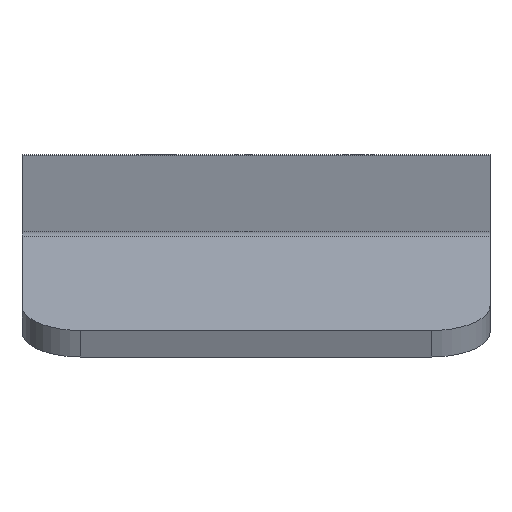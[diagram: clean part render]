
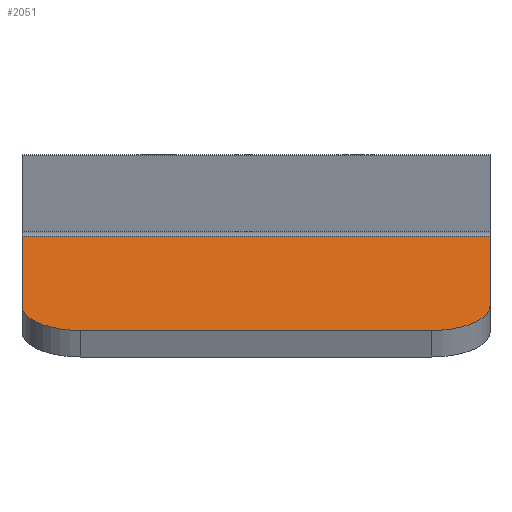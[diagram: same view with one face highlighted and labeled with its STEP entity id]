
A CAD part, front view. The second image highlights one B-rep face of the part: STEP entity #2051.
In plain terms, the highlighted planar face has unit normal (0, -0.423, 0.906).
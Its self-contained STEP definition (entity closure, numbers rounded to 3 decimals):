
#585=DIRECTION('',(0.,-0.906,-0.423));
#586=VECTOR('',#585,28.167);
#587=CARTESIAN_POINT('',(40.,-305.409,16.13));
#588=LINE('',#587,#586);
#629=CARTESIAN_POINT('',(30.,-330.937,4.226));
#630=DIRECTION('',(0.,-0.423,0.906));
#631=DIRECTION('',(0.,-0.906,-0.423));
#632=AXIS2_PLACEMENT_3D('',#629,#630,#631);
#634=DIRECTION('',(1.,0.,0.));
#635=VECTOR('',#634,60.);
#636=CARTESIAN_POINT('',(-30.,-340.,0.));
#637=LINE('',#636,#635);
#638=CARTESIAN_POINT('',(-30.,-330.937,4.226));
#639=DIRECTION('',(0.,-0.423,0.906));
#640=DIRECTION('',(-1.,0.,0.));
#641=AXIS2_PLACEMENT_3D('',#638,#639,#640);
#675=DIRECTION('',(0.,0.906,0.423));
#676=VECTOR('',#675,28.167);
#677=CARTESIAN_POINT('',(-40.,-330.937,4.226));
#678=LINE('',#677,#676);
#829=DIRECTION('',(1.,0.,0.));
#830=VECTOR('',#829,80.);
#831=CARTESIAN_POINT('',(-40.,-305.409,16.13));
#832=LINE('',#831,#830);
#1073=CARTESIAN_POINT('',(-30.,-340.,0.));
#1074=CARTESIAN_POINT('',(30.,-340.,0.));
#1075=VERTEX_POINT('',#1073);
#1076=VERTEX_POINT('',#1074);
#1105=CARTESIAN_POINT('',(-40.,-330.937,4.226));
#1106=VERTEX_POINT('',#1105);
#1107=CARTESIAN_POINT('',(-40.,-305.409,16.13));
#1108=VERTEX_POINT('',#1107);
#1149=CARTESIAN_POINT('',(40.,-305.409,16.13));
#1150=VERTEX_POINT('',#1149);
#1151=CARTESIAN_POINT('',(40.,-330.937,4.226));
#1152=VERTEX_POINT('',#1151);
#2034=CARTESIAN_POINT('',(-40.,-340.,0.));
#2035=DIRECTION('',(0.,0.423,-0.906));
#2036=DIRECTION('',(0.,0.906,0.423));
#2037=AXIS2_PLACEMENT_3D('',#2034,#2035,#2036);
#2038=PLANE('',#2037);
#2040=ORIENTED_EDGE('',*,*,#2039,.T.);
#2042=ORIENTED_EDGE('',*,*,#2041,.T.);
#2043=ORIENTED_EDGE('',*,*,#1997,.T.);
#2044=ORIENTED_EDGE('',*,*,#2025,.F.);
#2046=ORIENTED_EDGE('',*,*,#2045,.F.);
#2048=ORIENTED_EDGE('',*,*,#2047,.F.);
#2049=EDGE_LOOP('',(#2040,#2042,#2043,#2044,#2046,#2048));
#2050=FACE_OUTER_BOUND('',#2049,.F.);
#2051=ADVANCED_FACE('',(#2050),#2038,.F.);
#633=CIRCLE('',#632,10.);
#642=CIRCLE('',#641,10.);
#1997=EDGE_CURVE('',#1150,#1152,#588,.T.);
#2025=EDGE_CURVE('',#1076,#1152,#633,.T.);
#2039=EDGE_CURVE('',#1106,#1108,#678,.T.);
#2041=EDGE_CURVE('',#1108,#1150,#832,.T.);
#2045=EDGE_CURVE('',#1075,#1076,#637,.T.);
#2047=EDGE_CURVE('',#1106,#1075,#642,.T.);
